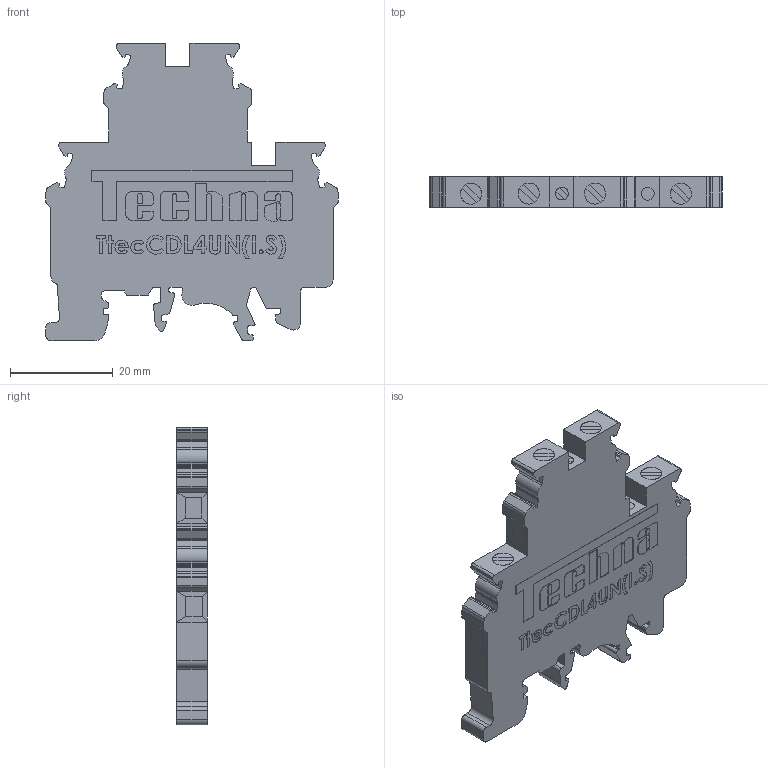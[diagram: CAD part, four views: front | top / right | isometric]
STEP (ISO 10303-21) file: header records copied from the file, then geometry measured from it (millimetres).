
FILE_DESCRIPTION (( 'STEP AP214' ), '1' );
FILE_NAME ('TtecCDL4UN(I.S).STEP', '2020-06-17T11:37:49', ( '' ), ( '' ), 'SwSTEP 2.0', 'SolidWorks 2020', '' );
FILE_SCHEMA (( 'AUTOMOTIVE_DESIGN' ));
Length unit declared in the file: millimetre
Products named in the file (1): TtecCDL4UN(I.S)
Bounding box: 57 x 6 x 58 mm (x, y, z)
Volume: 13130.9 mm3; surface area: 6478.9 mm2
Topology: 1 solids, 1 shells, 899 faces, 2469 edges, 1630 vertices
Faces by surface type: plane 542, cylinder 233, bspline 124
Entity records: 41592 total; most frequent: CARTESIAN_POINT 12579, ORIENTED_EDGE 4938, DIRECTION 4259, EDGE_CURVE 2469, LINE 1735, VECTOR 1735, VERTEX_POINT 1630, AXIS2_PLACEMENT_3D 1262
